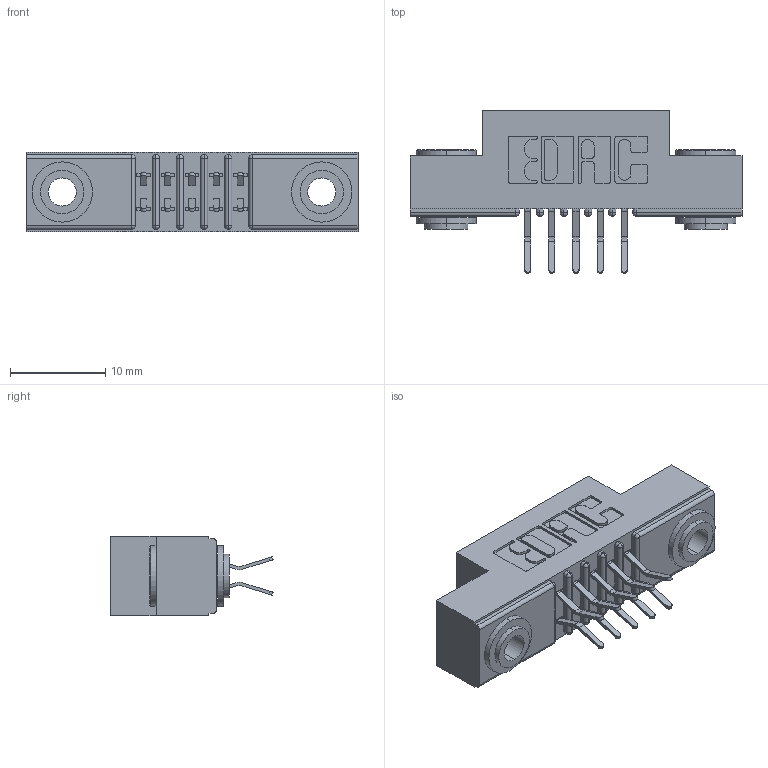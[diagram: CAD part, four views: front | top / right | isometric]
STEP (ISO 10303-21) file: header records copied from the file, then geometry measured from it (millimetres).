
FILE_DESCRIPTION (( 'STEP AP203' ), '1' );
FILE_NAME ('341-010-556-203.STEP', '2019-08-09T16:36:02', ( '' ), ( '' ), 'SwSTEP 2.0', 'SolidWorks 2016', '' );
FILE_SCHEMA (( 'CONFIG_CONTROL_DESIGN' ));
Length unit declared in the file: inch
Products named in the file (4): 341 Part_.156 (3.96) Dia Mounting Holes; 341-292-001_341-292-156; 345-250-002_345-250-002-102; 341-010-556-203
Assembly tree (13 placements, depth 2):
  341-010-556-203
    341 Part_.156 (3.96) Dia Mounting Holes
    341-292-001_341-292-156  x10
    345-250-002_345-250-002-102  x2
Bounding box: 34.92 x 17.07 x 8.38 mm (x, y, z)
Volume: 2039.2 mm3; surface area: 3467.4 mm2
Topology: 13 solids, 13 shells, 868 faces, 2463 edges, 1598 vertices
Faces by surface type: plane 492, cylinder 348, sphere 12, torus 8, cone 8
Entity records: 12185 total; most frequent: CARTESIAN_POINT 2008, DIRECTION 1995, ORIENTED_EDGE 1982, EDGE_CURVE 991, LINE 745, VECTOR 745, VERTEX_POINT 638, AXIS2_PLACEMENT_3D 625
